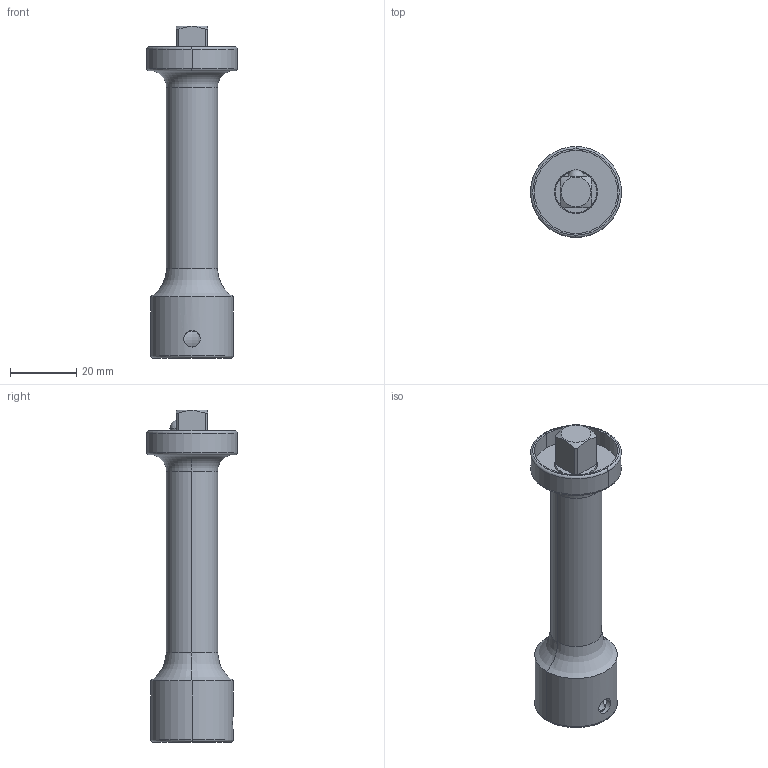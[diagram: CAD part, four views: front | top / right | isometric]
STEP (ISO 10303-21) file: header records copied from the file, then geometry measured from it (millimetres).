
FILE_DESCRIPTION((''),'2;1');
FILE_NAME('4027323102_SW0001','2024-05-24T18:04:28',('INEVDh'),(''),'CREO PARAMETRIC BY PTC INC, 2022414','CREO PARAMETRIC BY PTC INC, 2022414','');
FILE_SCHEMA(('CONFIG_CONTROL_DESIGN','SHAPE_APPEARANCE_LAYERS_GROUPS'));
Length unit declared in the file: inch
Products named in the file (1): 4027323102_SW0001
Bounding box: 27.5 x 27.5 x 100.3 mm (x, y, z)
Volume: 22419.6 mm3; surface area: 16820.7 mm2
Topology: 3 solids, 3 shells, 87 faces, 219 edges, 133 vertices
Faces by surface type: cylinder 37, plane 21, torus 17, cone 10, sphere 2
Entity records: 3430 total; most frequent: CARTESIAN_POINT 683, DIRECTION 450, ORIENTED_EDGE 426, EDGE_CURVE 213, AXIS2_PLACEMENT_3D 191, VERTEX_POINT 133, CIRCLE 104, EDGE_LOOP 96
